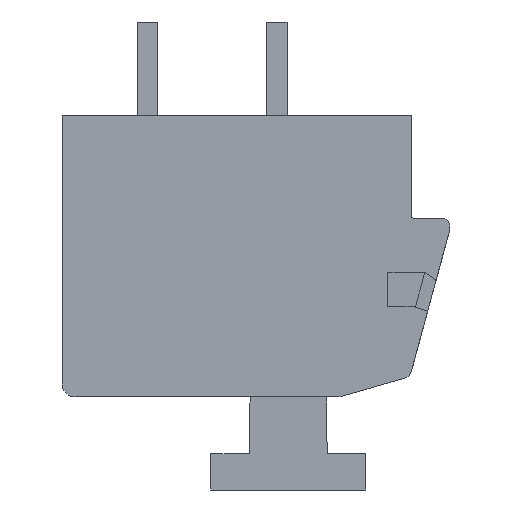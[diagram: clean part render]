
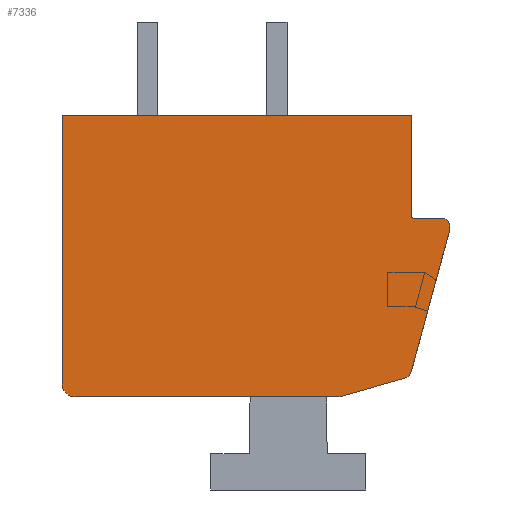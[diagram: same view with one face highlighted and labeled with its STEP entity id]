
A CAD part, front view. The second image highlights one B-rep face of the part: STEP entity #7336.
In plain terms, the highlighted planar face has unit normal (0, -1, 0).
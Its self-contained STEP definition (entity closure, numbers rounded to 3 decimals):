
#1=CARTESIAN_POINT('',(7.2,-86.25,1.15));
#2=DIRECTION('',(0.,-1.,0.));
#3=DIRECTION('',(1.,0.,0.));
#4=AXIS2_PLACEMENT_3D('',#1,#2,#3);
#6=DIRECTION('',(0.,0.,-1.));
#7=VECTOR('',#6,0.119);
#8=CARTESIAN_POINT('',(7.5,-86.25,1.15));
#9=LINE('',#8,#7);
#10=DIRECTION('',(0.262,0.,0.965));
#11=VECTOR('',#10,5.739);
#12=CARTESIAN_POINT('',(5.994,-86.25,-4.507));
#13=LINE('',#12,#11);
#14=CARTESIAN_POINT('',(5.705,-86.25,-4.428));
#15=DIRECTION('',(0.,-1.,0.));
#16=DIRECTION('',(0.274,0.,-0.962));
#17=AXIS2_PLACEMENT_3D('',#14,#15,#16);
#19=DIRECTION('',(0.962,0.,0.274));
#20=VECTOR('',#19,2.679);
#21=CARTESIAN_POINT('',(3.21,-86.25,-5.45));
#22=LINE('',#21,#20);
#23=DIRECTION('',(-1.,0.,0.));
#24=VECTOR('',#23,10.21);
#25=CARTESIAN_POINT('',(3.21,-86.25,-5.45));
#26=LINE('',#25,#24);
#27=CARTESIAN_POINT('',(-7.,-86.25,-4.95));
#28=DIRECTION('',(0.,-1.,0.));
#29=DIRECTION('',(-1.,0.,0.));
#30=AXIS2_PLACEMENT_3D('',#27,#28,#29);
#32=DIRECTION('',(0.,0.,1.));
#33=VECTOR('',#32,10.4);
#34=CARTESIAN_POINT('',(-7.5,-86.25,-4.95));
#35=LINE('',#34,#33);
#36=DIRECTION('',(1.,0.,0.));
#37=VECTOR('',#36,13.5);
#38=CARTESIAN_POINT('',(-7.5,-86.25,5.45));
#39=LINE('',#38,#37);
#40=DIRECTION('',(0.,0.,-1.));
#41=VECTOR('',#40,3.85);
#42=CARTESIAN_POINT('',(6.,-86.25,5.45));
#43=LINE('',#42,#41);
#44=DIRECTION('',(1.,0.,0.));
#45=VECTOR('',#44,1.05);
#46=CARTESIAN_POINT('',(6.15,-86.25,1.45));
#47=LINE('',#46,#45);
#60=CARTESIAN_POINT('',(6.15,-86.25,1.6));
#61=DIRECTION('',(0.,1.,0.));
#62=DIRECTION('',(0.,0.,-1.));
#63=AXIS2_PLACEMENT_3D('',#60,#61,#62);
#5841=CARTESIAN_POINT('',(-7.5,-86.25,5.45));
#5842=CARTESIAN_POINT('',(6.,-86.25,5.45));
#5843=VERTEX_POINT('',#5841);
#5844=VERTEX_POINT('',#5842);
#5845=CARTESIAN_POINT('',(6.,-86.25,1.6));
#5846=VERTEX_POINT('',#5845);
#5847=CARTESIAN_POINT('',(6.15,-86.25,1.45));
#5848=VERTEX_POINT('',#5847);
#5849=CARTESIAN_POINT('',(7.5,-86.25,1.15));
#5850=CARTESIAN_POINT('',(7.2,-86.25,1.45));
#5851=VERTEX_POINT('',#5849);
#5852=VERTEX_POINT('',#5850);
#5853=CARTESIAN_POINT('',(5.787,-86.25,-4.716));
#5854=CARTESIAN_POINT('',(5.994,-86.25,-4.507));
#5855=VERTEX_POINT('',#5853);
#5856=VERTEX_POINT('',#5854);
#5857=CARTESIAN_POINT('',(-7.5,-86.25,-4.95));
#5858=CARTESIAN_POINT('',(-7.,-86.25,-5.45));
#5859=VERTEX_POINT('',#5857);
#5860=VERTEX_POINT('',#5858);
#5861=CARTESIAN_POINT('',(3.21,-86.25,-5.45));
#5862=VERTEX_POINT('',#5861);
#5863=CARTESIAN_POINT('',(7.5,-86.25,1.031));
#5864=VERTEX_POINT('',#5863);
#7305=CARTESIAN_POINT('',(0.,-86.25,0.));
#7306=DIRECTION('',(0.,1.,0.));
#7307=DIRECTION('',(1.,0.,0.));
#7308=AXIS2_PLACEMENT_3D('',#7305,#7306,#7307);
#7309=PLANE('',#7308);
#7311=ORIENTED_EDGE('',*,*,#7310,.F.);
#7313=ORIENTED_EDGE('',*,*,#7312,.T.);
#7315=ORIENTED_EDGE('',*,*,#7314,.F.);
#7317=ORIENTED_EDGE('',*,*,#7316,.F.);
#7319=ORIENTED_EDGE('',*,*,#7318,.F.);
#7321=ORIENTED_EDGE('',*,*,#7320,.T.);
#7323=ORIENTED_EDGE('',*,*,#7322,.F.);
#7325=ORIENTED_EDGE('',*,*,#7324,.T.);
#7327=ORIENTED_EDGE('',*,*,#7326,.T.);
#7329=ORIENTED_EDGE('',*,*,#7328,.T.);
#7331=ORIENTED_EDGE('',*,*,#7330,.F.);
#7333=ORIENTED_EDGE('',*,*,#7332,.T.);
#7334=EDGE_LOOP('',(#7311,#7313,#7315,#7317,#7319,#7321,#7323,#7325,#7327,#7329,
#7331,#7333));
#7335=FACE_OUTER_BOUND('',#7334,.F.);
#7336=ADVANCED_FACE('',(#7335),#7309,.F.);
#5=CIRCLE('',#4,0.3);
#18=CIRCLE('',#17,0.3);
#31=CIRCLE('',#30,0.5);
#64=CIRCLE('',#63,0.15);
#7310=EDGE_CURVE('',#5851,#5852,#5,.T.);
#7312=EDGE_CURVE('',#5851,#5864,#9,.T.);
#7314=EDGE_CURVE('',#5856,#5864,#13,.T.);
#7316=EDGE_CURVE('',#5855,#5856,#18,.T.);
#7318=EDGE_CURVE('',#5862,#5855,#22,.T.);
#7320=EDGE_CURVE('',#5862,#5860,#26,.T.);
#7322=EDGE_CURVE('',#5859,#5860,#31,.T.);
#7324=EDGE_CURVE('',#5859,#5843,#35,.T.);
#7326=EDGE_CURVE('',#5843,#5844,#39,.T.);
#7328=EDGE_CURVE('',#5844,#5846,#43,.T.);
#7330=EDGE_CURVE('',#5848,#5846,#64,.T.);
#7332=EDGE_CURVE('',#5848,#5852,#47,.T.);
